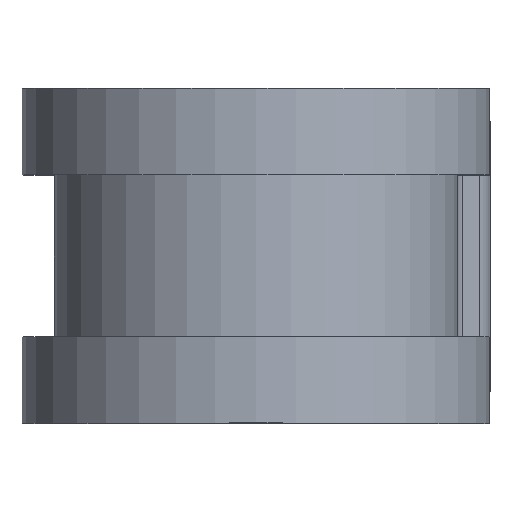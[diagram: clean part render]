
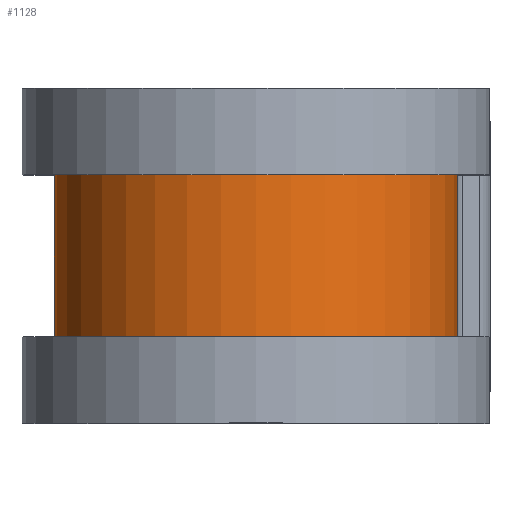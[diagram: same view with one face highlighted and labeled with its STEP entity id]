
A CAD part, top view. The second image highlights one B-rep face of the part: STEP entity #1128.
In plain terms, the highlighted cylindrical face has radius 9.474 mm (diameter 18.948 mm), a partial arc.
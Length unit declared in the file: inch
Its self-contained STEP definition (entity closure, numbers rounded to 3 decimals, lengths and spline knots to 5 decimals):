
#42 = DIRECTION ( 'NONE',  ( 0., 0., -1. ) ) ;
#54 = VERTEX_POINT ( 'NONE', #198 ) ;
#198 = CARTESIAN_POINT ( 'NONE',  ( 0.373, 0.15, 0. ) ) ;
#242 = EDGE_CURVE ( 'NONE', #54, #929, #247, .T. ) ;
#247 = CIRCLE ( 'NONE', #318, 0.373 ) ;
#261 = FACE_OUTER_BOUND ( 'NONE', #485, .T. ) ;
#294 = CARTESIAN_POINT ( 'NONE',  ( 0.373, -0.15, 0. ) ) ;
#308 = ORIENTED_EDGE ( 'NONE', *, *, #1563, .F. ) ;
#318 = AXIS2_PLACEMENT_3D ( 'NONE', #1491, #982, #1207 ) ;
#341 = VECTOR ( 'NONE', #821, 39.37008 ) ;
#350 = ORIENTED_EDGE ( 'NONE', *, *, #242, .T. ) ;
#485 = EDGE_LOOP ( 'NONE', ( #308, #350, #1112, #1133 ) ) ;
#572 = CARTESIAN_POINT ( 'NONE',  ( 0., 0.25, 0. ) ) ;
#709 = DIRECTION ( 'NONE',  ( 0., -1., 0. ) ) ;
#719 = DIRECTION ( 'NONE',  ( 0., -1., 0. ) ) ;
#788 = CIRCLE ( 'NONE', #1428, 0.373 ) ;
#821 = DIRECTION ( 'NONE',  ( 0., -1., 0. ) ) ;
#842 = VERTEX_POINT ( 'NONE', #294 ) ;
#869 = DIRECTION ( 'NONE',  ( 0., -1., 0. ) ) ;
#887 = EDGE_CURVE ( 'NONE', #842, #967, #788, .T. ) ;
#929 = VERTEX_POINT ( 'NONE', #1003 ) ;
#953 = AXIS2_PLACEMENT_3D ( 'NONE', #572, #719, #1294 ) ;
#957 = CARTESIAN_POINT ( 'NONE',  ( 0.373, 0.25, 0. ) ) ;
#967 = VERTEX_POINT ( 'NONE', #1314 ) ;
#982 = DIRECTION ( 'NONE',  ( 0., -1., 0. ) ) ;
#1003 = CARTESIAN_POINT ( 'NONE',  ( 0., 0.15, -0.373 ) ) ;
#1112 = ORIENTED_EDGE ( 'NONE', *, *, #1682, .T. ) ;
#1128 = ADVANCED_FACE ( 'NONE', ( #261 ), #1338, .T. ) ;
#1133 = ORIENTED_EDGE ( 'NONE', *, *, #887, .F. ) ;
#1207 = DIRECTION ( 'NONE',  ( 0., 0., -1. ) ) ;
#1260 = LINE ( 'NONE', #1405, #1468 ) ;
#1294 = DIRECTION ( 'NONE',  ( 0., 0., -1. ) ) ;
#1314 = CARTESIAN_POINT ( 'NONE',  ( 0., -0.15, -0.373 ) ) ;
#1338 = CYLINDRICAL_SURFACE ( 'NONE', #953, 0.373 ) ;
#1405 = CARTESIAN_POINT ( 'NONE',  ( 0., 0.25, -0.373 ) ) ;
#1428 = AXIS2_PLACEMENT_3D ( 'NONE', #1672, #869, #42 ) ;
#1468 = VECTOR ( 'NONE', #709, 39.37008 ) ;
#1491 = CARTESIAN_POINT ( 'NONE',  ( 0., 0.15, 0. ) ) ;
#1492 = LINE ( 'NONE', #957, #341 ) ;
#1563 = EDGE_CURVE ( 'NONE', #54, #842, #1492, .T. ) ;
#1672 = CARTESIAN_POINT ( 'NONE',  ( 0., -0.15, 0. ) ) ;
#1682 = EDGE_CURVE ( 'NONE', #929, #967, #1260, .T. ) ;
